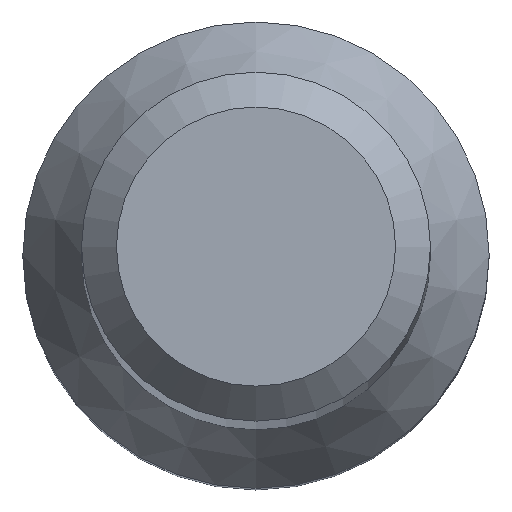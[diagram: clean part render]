
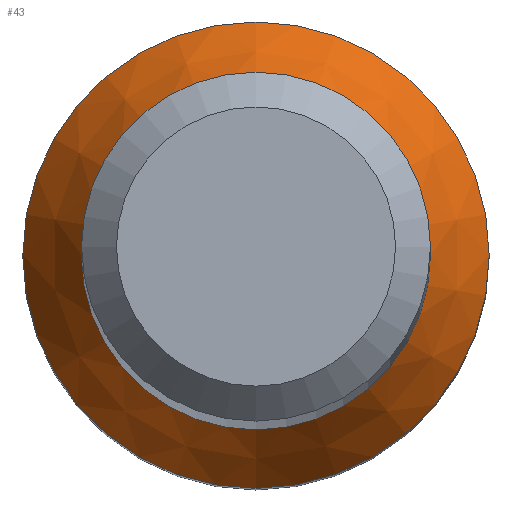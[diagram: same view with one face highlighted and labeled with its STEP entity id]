
A CAD part, top view. The second image highlights one B-rep face of the part: STEP entity #43.
In plain terms, the highlighted conical face has half-angle 30 degrees and reference radius 4.01 mm.
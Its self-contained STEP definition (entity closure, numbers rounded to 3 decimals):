
#6 = DIRECTION ( 'NONE',  ( 0., 0., -1. ) ) ;
#24 = AXIS2_PLACEMENT_3D ( 'NONE', #67, #140, #209 ) ;
#28 = FACE_OUTER_BOUND ( 'NONE', #71, .T. ) ;
#34 = CARTESIAN_POINT ( 'NONE',  ( 0., 3., 17.992 ) ) ;
#38 = EDGE_CURVE ( 'NONE', #200, #200, #64, .T. ) ;
#43 = ADVANCED_FACE ( 'NONE', ( #128, #28 ), #60, .T. ) ;
#45 = EDGE_CURVE ( 'NONE', #181, #181, #201, .T. ) ;
#53 = CARTESIAN_POINT ( 'NONE',  ( 0., 4.01, 16.242 ) ) ;
#60 = CONICAL_SURFACE ( 'NONE', #185, 4.01, 0.524 ) ;
#64 = CIRCLE ( 'NONE', #109, 3. ) ;
#66 = DIRECTION ( 'NONE',  ( 0., 1., 0. ) ) ;
#67 = CARTESIAN_POINT ( 'NONE',  ( 0., 0., 16.242 ) ) ;
#68 = DIRECTION ( 'NONE',  ( 0., 1., 0. ) ) ;
#71 = EDGE_LOOP ( 'NONE', ( #124 ) ) ;
#84 = EDGE_LOOP ( 'NONE', ( #229 ) ) ;
#86 = CARTESIAN_POINT ( 'NONE',  ( 0., 0., 17.992 ) ) ;
#109 = AXIS2_PLACEMENT_3D ( 'NONE', #86, #233, #66 ) ;
#124 = ORIENTED_EDGE ( 'NONE', *, *, #45, .F. ) ;
#128 = FACE_BOUND ( 'NONE', #84, .T. ) ;
#140 = DIRECTION ( 'NONE',  ( 0., 0., -1. ) ) ;
#155 = CARTESIAN_POINT ( 'NONE',  ( 0., 0., 16.242 ) ) ;
#181 = VERTEX_POINT ( 'NONE', #53 ) ;
#185 = AXIS2_PLACEMENT_3D ( 'NONE', #155, #6, #68 ) ;
#200 = VERTEX_POINT ( 'NONE', #34 ) ;
#201 = CIRCLE ( 'NONE', #24, 4.01 ) ;
#209 = DIRECTION ( 'NONE',  ( 0., 1., 0. ) ) ;
#229 = ORIENTED_EDGE ( 'NONE', *, *, #38, .T. ) ;
#233 = DIRECTION ( 'NONE',  ( 0., 0., -1. ) ) ;
